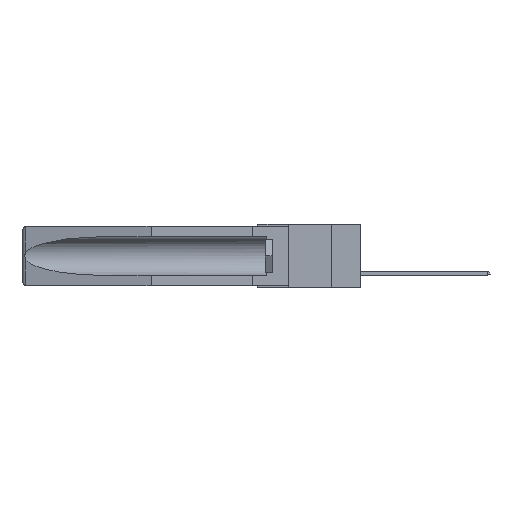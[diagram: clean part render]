
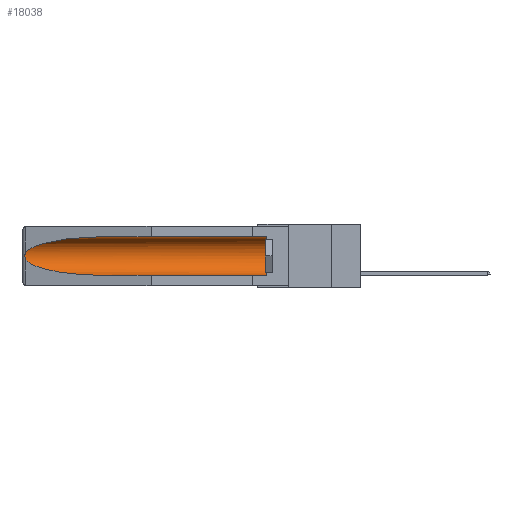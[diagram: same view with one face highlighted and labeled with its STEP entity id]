
A CAD part, left-side view. The second image highlights one B-rep face of the part: STEP entity #18038.
In plain terms, the highlighted cylindrical face has radius 2.857 mm (diameter 5.715 mm), a partial arc.
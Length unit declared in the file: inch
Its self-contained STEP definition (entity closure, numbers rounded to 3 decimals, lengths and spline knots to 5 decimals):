
#14 = CARTESIAN_POINT ( 'NONE',  ( 0.2675, 1.53308, -0.17534 ) ) ;
#326 = CARTESIAN_POINT ( 'NONE',  ( 0.155, 1.07973, -0.059 ) ) ;
#478 = CARTESIAN_POINT ( 'NONE',  ( 0.155, 1.07973, -0.284 ) ) ;
#489 = DIRECTION ( 'NONE',  ( 0., 0., 1. ) ) ;
#797 = ORIENTED_EDGE ( 'NONE', *, *, #4281, .T. ) ;
#859 = CARTESIAN_POINT ( 'NONE',  ( 0.26537, 1.52718, -0.19328 ) ) ;
#992 = EDGE_CURVE ( 'NONE', #19197, #5502, #19482, .T. ) ;
#1027 = VERTEX_POINT ( 'NONE', #10602 ) ;
#1075 = DIRECTION ( 'NONE',  ( 0., 1., 0. ) ) ;
#2040 = AXIS2_PLACEMENT_3D ( 'NONE', #8157, #3511, #489 ) ;
#2443 = CARTESIAN_POINT ( 'NONE',  ( 0.25451, 1.48313, -0.24835 ) ) ;
#2499 = DIRECTION ( 'NONE',  ( 0., 0., 1. ) ) ;
#2902 = CARTESIAN_POINT ( 'NONE',  ( 0.26537, 1.52718, -0.14972 ) ) ;
#3041 = LINE ( 'NONE', #4559, #8028 ) ;
#3511 = DIRECTION ( 'NONE',  ( 0., 1., 0. ) ) ;
#4281 = EDGE_CURVE ( 'NONE', #5502, #13205, #17184, .T. ) ;
#4493 = DIRECTION ( 'NONE',  ( 0., 1., 0. ) ) ;
#4559 = CARTESIAN_POINT ( 'NONE',  ( 0.155, -0.30754, -0.284 ) ) ;
#4674 = ORIENTED_EDGE ( 'NONE', *, *, #17573, .F. ) ;
#4801 = CARTESIAN_POINT ( 'NONE',  ( 0.26654, 1.53092, -0.15636 ) ) ;
#4863 = CARTESIAN_POINT ( 'NONE',  ( 0.26597, 1.5296, -0.19026 ) ) ;
#5230 = EDGE_CURVE ( 'NONE', #10204, #1027, #14269, .T. ) ;
#5318 =( BOUNDED_CURVE ( )  B_SPLINE_CURVE ( 3, ( #19026, #9891, #14962, #2902 ),
 .UNSPECIFIED., .F., .F. ) 
 B_SPLINE_CURVE_WITH_KNOTS ( ( 4, 4 ),
 ( 4.71239, 6.08839 ),
 .UNSPECIFIED. ) 
 CURVE ( )  GEOMETRIC_REPRESENTATION_ITEM ( )  RATIONAL_B_SPLINE_CURVE ( ( 1., 0.848, 0.848, 1. ) ) 
 REPRESENTATION_ITEM ( '' )  );
#5502 = VERTEX_POINT ( 'NONE', #17932 ) ;
#5999 = EDGE_CURVE ( 'NONE', #17315, #19197, #5318, .T. ) ;
#7105 = CARTESIAN_POINT ( 'NONE',  ( 0.155, -0.30754, -0.059 ) ) ;
#7481 = CARTESIAN_POINT ( 'NONE',  ( 0.2673, 1.5327, -0.16383 ) ) ;
#7887 = CARTESIAN_POINT ( 'NONE',  ( 0.2673, 1.53269, -0.17917 ) ) ;
#8028 = VECTOR ( 'NONE', #4493, 39.37008 ) ;
#8157 = CARTESIAN_POINT ( 'NONE',  ( 0.155, -0.30754, -0.1715 ) ) ;
#9215 = CARTESIAN_POINT ( 'NONE',  ( 0.26537, 1.52718, -0.14972 ) ) ;
#9700 = CYLINDRICAL_SURFACE ( 'NONE', #2040, 0.1125 ) ;
#9891 = CARTESIAN_POINT ( 'NONE',  ( 0.21114, 1.30732, -0.059 ) ) ;
#9929 = ORIENTED_EDGE ( 'NONE', *, *, #12538, .T. ) ;
#10132 = DIRECTION ( 'NONE',  ( 0., -1., 0. ) ) ;
#10204 = VERTEX_POINT ( 'NONE', #12276 ) ;
#10565 = CARTESIAN_POINT ( 'NONE',  ( 0.2675, 1.53308, -0.16763 ) ) ;
#10602 = CARTESIAN_POINT ( 'NONE',  ( 0.155, 0.126, -0.059 ) ) ;
#10894 = AXIS2_PLACEMENT_3D ( 'NONE', #11762, #10132, #2499 ) ;
#11382 = CARTESIAN_POINT ( 'NONE',  ( 0.26537, 1.52718, -0.14972 ) ) ;
#11460 = CARTESIAN_POINT ( 'NONE',  ( 0.155, 1.07973, -0.284 ) ) ;
#11762 = CARTESIAN_POINT ( 'NONE',  ( 0.155, 0.126, -0.1715 ) ) ;
#12276 = CARTESIAN_POINT ( 'NONE',  ( 0.155, 0.126, -0.284 ) ) ;
#12538 = EDGE_CURVE ( 'NONE', #1027, #17315, #13846, .T. ) ;
#13205 = VERTEX_POINT ( 'NONE', #478 ) ;
#13583 = ORIENTED_EDGE ( 'NONE', *, *, #992, .T. ) ;
#13846 = LINE ( 'NONE', #7105, #17437 ) ;
#13915 = CARTESIAN_POINT ( 'NONE',  ( 0.26597, 1.52961, -0.15275 ) ) ;
#14269 = CIRCLE ( 'NONE', #10894, 0.1125 ) ;
#14962 = CARTESIAN_POINT ( 'NONE',  ( 0.25451, 1.48313, -0.09465 ) ) ;
#17063 = CARTESIAN_POINT ( 'NONE',  ( 0.26537, 1.52718, -0.19328 ) ) ;
#17184 =( BOUNDED_CURVE ( )  B_SPLINE_CURVE ( 3, ( #859, #2443, #17444, #11460 ),
 .UNSPECIFIED., .F., .F. ) 
 B_SPLINE_CURVE_WITH_KNOTS ( ( 4, 4 ),
 ( 0.1948, 1.5708 ),
 .UNSPECIFIED. ) 
 CURVE ( )  GEOMETRIC_REPRESENTATION_ITEM ( )  RATIONAL_B_SPLINE_CURVE ( ( 1., 0.848, 0.848, 1. ) ) 
 REPRESENTATION_ITEM ( '' )  );
#17197 = EDGE_LOOP ( 'NONE', ( #18117, #13583, #797, #4674, #19464, #9929 ) ) ;
#17315 = VERTEX_POINT ( 'NONE', #326 ) ;
#17437 = VECTOR ( 'NONE', #1075, 39.37008 ) ;
#17444 = CARTESIAN_POINT ( 'NONE',  ( 0.21114, 1.30732, -0.284 ) ) ;
#17573 = EDGE_CURVE ( 'NONE', #10204, #13205, #3041, .T. ) ;
#17932 = CARTESIAN_POINT ( 'NONE',  ( 0.26537, 1.52718, -0.19328 ) ) ;
#18038 = ADVANCED_FACE ( 'NONE', ( #18544 ), #9700, .F. ) ;
#18117 = ORIENTED_EDGE ( 'NONE', *, *, #5999, .T. ) ;
#18544 = FACE_OUTER_BOUND ( 'NONE', #17197, .T. ) ;
#18583 = CARTESIAN_POINT ( 'NONE',  ( 0.26655, 1.53094, -0.18657 ) ) ;
#19026 = CARTESIAN_POINT ( 'NONE',  ( 0.155, 1.07973, -0.059 ) ) ;
#19197 = VERTEX_POINT ( 'NONE', #11382 ) ;
#19464 = ORIENTED_EDGE ( 'NONE', *, *, #5230, .T. ) ;
#19482 = B_SPLINE_CURVE_WITH_KNOTS ( 'NONE', 3,
 ( #9215, #13915, #4801, #7481, #10565, #14, #7887, #18583, #4863, #17063 ),
 .UNSPECIFIED., .F., .F.,
 ( 4, 2, 2, 2, 4 ),
 ( 0., 0.00029, 0.00058, 0.00087, 0.00117 ),
 .UNSPECIFIED. ) ;
